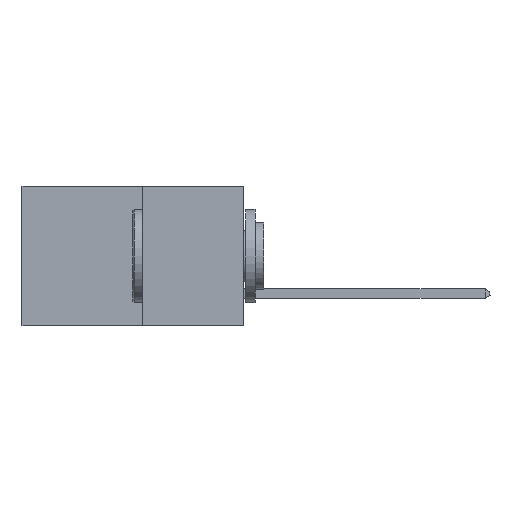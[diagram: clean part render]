
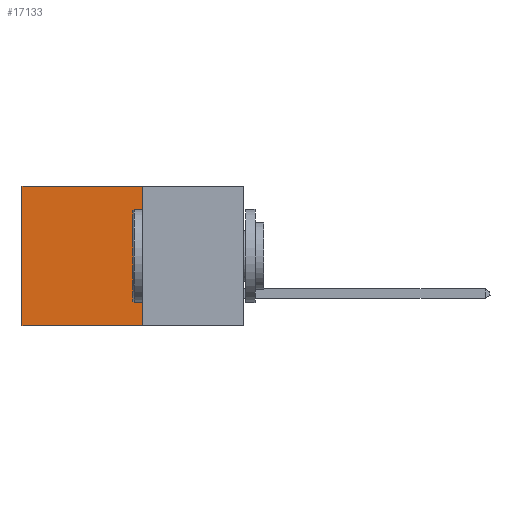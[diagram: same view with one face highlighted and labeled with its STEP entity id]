
A CAD part, left-side view. The second image highlights one B-rep face of the part: STEP entity #17133.
In plain terms, the highlighted planar face has unit normal (-1, 0, 0).
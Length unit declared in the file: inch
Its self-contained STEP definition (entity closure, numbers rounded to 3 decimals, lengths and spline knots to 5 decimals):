
#1687 = ORIENTED_EDGE ( 'NONE', *, *, #14912, .T. ) ;
#2161 = VECTOR ( 'NONE', #7344, 39.37008 ) ;
#2300 = CARTESIAN_POINT ( 'NONE',  ( 0.277, 0.27, 0. ) ) ;
#4265 = CARTESIAN_POINT ( 'NONE',  ( 0.277, 0.27, -0.37 ) ) ;
#7139 = VERTEX_POINT ( 'NONE', #14928 ) ;
#7335 = EDGE_CURVE ( 'NONE', #23504, #30998, #15244, .T. ) ;
#7344 = DIRECTION ( 'NONE',  ( 0., 1., 0. ) ) ;
#8212 = CARTESIAN_POINT ( 'NONE',  ( 0.277, 0.27, -0.37 ) ) ;
#8929 = EDGE_CURVE ( 'NONE', #21175, #23504, #23366, .T. ) ;
#10180 = CARTESIAN_POINT ( 'NONE',  ( 0.277, 0.27, -0.37 ) ) ;
#11086 = CARTESIAN_POINT ( 'NONE',  ( 0.277, 0.59, -0.37 ) ) ;
#11456 = CARTESIAN_POINT ( 'NONE',  ( 0.277, 0.59, -0.37 ) ) ;
#11649 = LINE ( 'NONE', #11086, #24198 ) ;
#12967 = ORIENTED_EDGE ( 'NONE', *, *, #7335, .F. ) ;
#13257 = DIRECTION ( 'NONE',  ( 0., 1., 0. ) ) ;
#14439 = DIRECTION ( 'NONE',  ( 1., 0., 0. ) ) ;
#14912 = EDGE_CURVE ( 'NONE', #7139, #30998, #11649, .T. ) ;
#14928 = CARTESIAN_POINT ( 'NONE',  ( 0.277, 0.59, 0. ) ) ;
#15226 = DIRECTION ( 'NONE',  ( 0., 0., -1. ) ) ;
#15244 = LINE ( 'NONE', #8212, #21104 ) ;
#16430 = LINE ( 'NONE', #2300, #2161 ) ;
#16965 = ORIENTED_EDGE ( 'NONE', *, *, #8929, .F. ) ;
#17133 = ADVANCED_FACE ( 'NONE', ( #22138 ), #29406, .F. ) ;
#17522 = VECTOR ( 'NONE', #15226, 39.37008 ) ;
#21104 = VECTOR ( 'NONE', #13257, 39.37008 ) ;
#21175 = VERTEX_POINT ( 'NONE', #23460 ) ;
#21388 = CARTESIAN_POINT ( 'NONE',  ( 0.277, 0.27, -0.37 ) ) ;
#22138 = FACE_OUTER_BOUND ( 'NONE', #27271, .T. ) ;
#23366 = LINE ( 'NONE', #10180, #17522 ) ;
#23460 = CARTESIAN_POINT ( 'NONE',  ( 0.277, 0.27, 0. ) ) ;
#23504 = VERTEX_POINT ( 'NONE', #21388 ) ;
#23806 = EDGE_CURVE ( 'NONE', #21175, #7139, #16430, .T. ) ;
#24198 = VECTOR ( 'NONE', #31123, 39.37008 ) ;
#27271 = EDGE_LOOP ( 'NONE', ( #1687, #12967, #16965, #28646 ) ) ;
#28646 = ORIENTED_EDGE ( 'NONE', *, *, #23806, .T. ) ;
#29406 = PLANE ( 'NONE',  #31857 ) ;
#30998 = VERTEX_POINT ( 'NONE', #11456 ) ;
#31123 = DIRECTION ( 'NONE',  ( 0., 0., -1. ) ) ;
#31857 = AXIS2_PLACEMENT_3D ( 'NONE', #4265, #14439, #31907 ) ;
#31907 = DIRECTION ( 'NONE',  ( 0., 0., -1. ) ) ;
